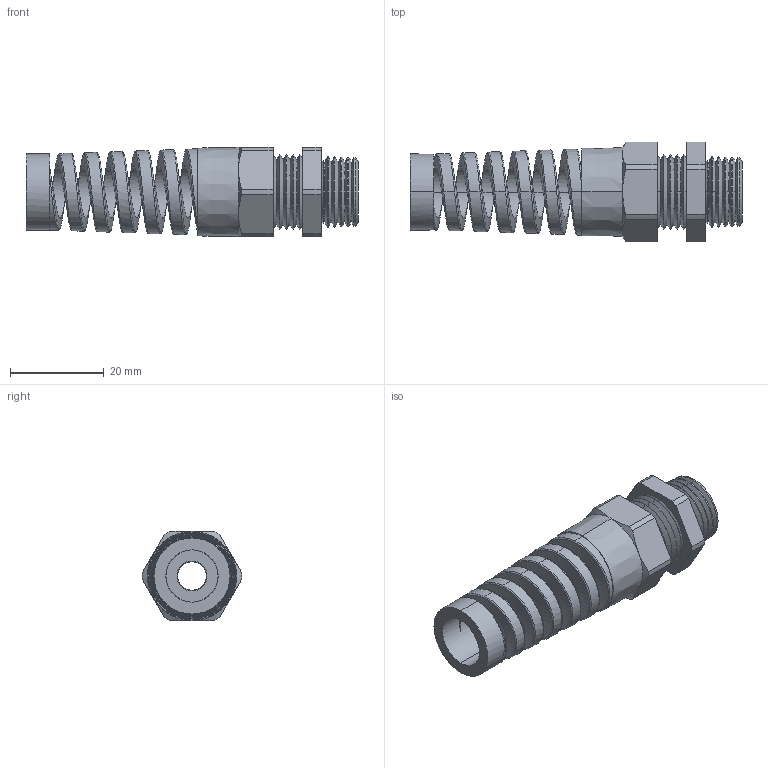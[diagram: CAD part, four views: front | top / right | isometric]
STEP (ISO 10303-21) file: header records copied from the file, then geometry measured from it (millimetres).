
FILE_DESCRIPTION (( 'STEP AP203' ), '1' );
FILE_NAME ('CF09NR-GY.STEP', '2008-06-18T16:47:24', ( 'BSI05' ), ( 'BAYSTATE' ), 'SwSTEP 2.0', 'SolidWorks 2007', '' );
FILE_SCHEMA (( 'CONFIG_CONTROL_DESIGN' ));
Length unit declared in the file: inch
Products named in the file (1): CF09NR-GY
Bounding box: 70.87 x 21.33 x 19.05 mm (x, y, z)
Volume: 10081.7 mm3; surface area: 7671.8 mm2
Topology: 1 solids, 1 shells, 144 faces, 340 edges, 201 vertices
Faces by surface type: cone 77, cylinder 40, plane 19, torus 4, bspline 4
Entity records: 10532 total; most frequent: CARTESIAN_POINT 7210, ORIENTED_EDGE 680, DIRECTION 680, EDGE_CURVE 340, AXIS2_PLACEMENT_3D 270, VERTEX_POINT 201, EDGE_LOOP 151, ADVANCED_FACE 144
